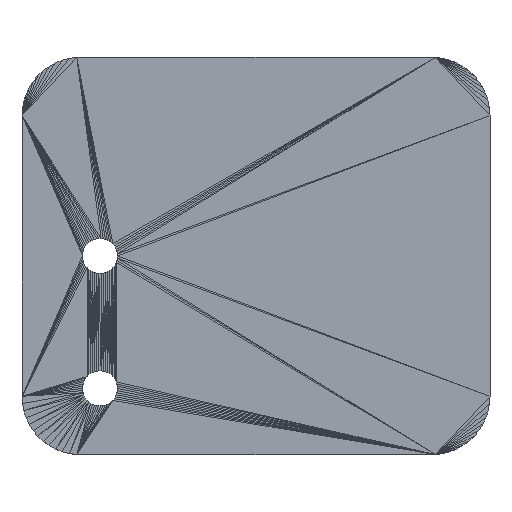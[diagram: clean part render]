
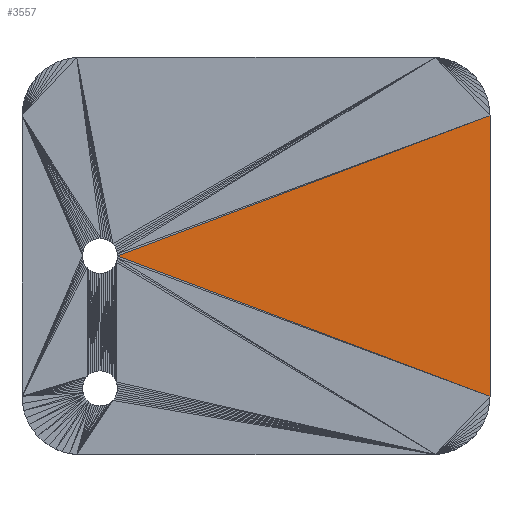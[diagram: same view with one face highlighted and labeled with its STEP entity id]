
A CAD part, top view. The second image highlights one B-rep face of the part: STEP entity #3557.
In plain terms, the highlighted planar face has unit normal (0, 0, 1).
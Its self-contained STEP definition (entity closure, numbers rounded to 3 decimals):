
#2776 = VERTEX_POINT('',#2777);
#2777 = CARTESIAN_POINT('',(20.021,11.999,4.5));
#3082 = PLANE('',#3083);
#3083 = AXIS2_PLACEMENT_3D('',#3084,#3085,#3086);
#3084 = CARTESIAN_POINT('',(4.04,6.03,4.5));
#3085 = DIRECTION('',(0.,0.,1.));
#3086 = DIRECTION('',(1.,0.,-0.));
#3505 = VERTEX_POINT('',#3506);
#3506 = CARTESIAN_POINT('',(-11.847,0.,4.5));
#3532 = EDGE_CURVE('',#2776,#3505,#3533,.T.);
#3533 = SURFACE_CURVE('',#3534,(#3538,#3545),.PCURVE_S1.);
#3534 = LINE('',#3535,#3536);
#3535 = CARTESIAN_POINT('',(20.021,11.999,4.5));
#3536 = VECTOR('',#3537,1.);
#3537 = DIRECTION('',(-0.936,-0.352,0.));
#3538 = PCURVE('',#3082,#3539);
#3539 = DEFINITIONAL_REPRESENTATION('',(#3540),#3544);
#3540 = LINE('',#3541,#3542);
#3541 = CARTESIAN_POINT('',(15.981,5.969));
#3542 = VECTOR('',#3543,1.);
#3543 = DIRECTION('',(-0.936,-0.352));
#3544 = ( GEOMETRIC_REPRESENTATION_CONTEXT(2) 
PARAMETRIC_REPRESENTATION_CONTEXT() REPRESENTATION_CONTEXT('2D SPACE',''
  ) );
#3545 = PCURVE('',#3546,#3551);
#3546 = PLANE('',#3547);
#3547 = AXIS2_PLACEMENT_3D('',#3548,#3549,#3550);
#3548 = CARTESIAN_POINT('',(8.238,0.,4.5));
#3549 = DIRECTION('',(0.,0.,1.));
#3550 = DIRECTION('',(1.,0.,-0.));
#3551 = DEFINITIONAL_REPRESENTATION('',(#3552),#3556);
#3552 = LINE('',#3553,#3554);
#3553 = CARTESIAN_POINT('',(11.782,11.999));
#3554 = VECTOR('',#3555,1.);
#3555 = DIRECTION('',(-0.936,-0.352));
#3556 = ( GEOMETRIC_REPRESENTATION_CONTEXT(2) 
PARAMETRIC_REPRESENTATION_CONTEXT() REPRESENTATION_CONTEXT('2D SPACE',''
  ) );
#3557 = ADVANCED_FACE('',(#3558),#3546,.T.);
#3558 = FACE_BOUND('',#3559,.T.);
#3559 = EDGE_LOOP('',(#3560,#3561,#3589));
#3560 = ORIENTED_EDGE('',*,*,#3532,.T.);
#3561 = ORIENTED_EDGE('',*,*,#3562,.T.);
#3562 = EDGE_CURVE('',#3505,#3563,#3565,.T.);
#3563 = VERTEX_POINT('',#3564);
#3564 = CARTESIAN_POINT('',(20.021,-11.999,4.5));
#3565 = SURFACE_CURVE('',#3566,(#3570,#3577),.PCURVE_S1.);
#3566 = LINE('',#3567,#3568);
#3567 = CARTESIAN_POINT('',(-11.847,0.,4.5));
#3568 = VECTOR('',#3569,1.);
#3569 = DIRECTION('',(0.936,-0.352,0.));
#3570 = PCURVE('',#3546,#3571);
#3571 = DEFINITIONAL_REPRESENTATION('',(#3572),#3576);
#3572 = LINE('',#3573,#3574);
#3573 = CARTESIAN_POINT('',(-20.085,0.));
#3574 = VECTOR('',#3575,1.);
#3575 = DIRECTION('',(0.936,-0.352));
#3576 = ( GEOMETRIC_REPRESENTATION_CONTEXT(2) 
PARAMETRIC_REPRESENTATION_CONTEXT() REPRESENTATION_CONTEXT('2D SPACE',''
  ) );
#3577 = PCURVE('',#3578,#3583);
#3578 = PLANE('',#3579);
#3579 = AXIS2_PLACEMENT_3D('',#3580,#3581,#3582);
#3580 = CARTESIAN_POINT('',(4.04,-6.03,4.5));
#3581 = DIRECTION('',(0.,0.,1.));
#3582 = DIRECTION('',(0.,1.,0.));
#3583 = DEFINITIONAL_REPRESENTATION('',(#3584),#3588);
#3584 = LINE('',#3585,#3586);
#3585 = CARTESIAN_POINT('',(6.03,15.887));
#3586 = VECTOR('',#3587,1.);
#3587 = DIRECTION('',(-0.352,-0.936));
#3588 = ( GEOMETRIC_REPRESENTATION_CONTEXT(2) 
PARAMETRIC_REPRESENTATION_CONTEXT() REPRESENTATION_CONTEXT('2D SPACE',''
  ) );
#3589 = ORIENTED_EDGE('',*,*,#3590,.T.);
#3590 = EDGE_CURVE('',#3563,#2776,#3591,.T.);
#3591 = SURFACE_CURVE('',#3592,(#3596,#3603),.PCURVE_S1.);
#3592 = LINE('',#3593,#3594);
#3593 = CARTESIAN_POINT('',(20.021,-11.999,4.5));
#3594 = VECTOR('',#3595,1.);
#3595 = DIRECTION('',(0.,1.,0.));
#3596 = PCURVE('',#3546,#3597);
#3597 = DEFINITIONAL_REPRESENTATION('',(#3598),#3602);
#3598 = LINE('',#3599,#3600);
#3599 = CARTESIAN_POINT('',(11.782,-11.999));
#3600 = VECTOR('',#3601,1.);
#3601 = DIRECTION('',(0.,1.));
#3602 = ( GEOMETRIC_REPRESENTATION_CONTEXT(2) 
PARAMETRIC_REPRESENTATION_CONTEXT() REPRESENTATION_CONTEXT('2D SPACE',''
  ) );
#3603 = PCURVE('',#3604,#3609);
#3604 = PLANE('',#3605);
#3605 = AXIS2_PLACEMENT_3D('',#3606,#3607,#3608);
#3606 = CARTESIAN_POINT('',(20.021,1.02,
    3.27));
#3607 = DIRECTION('',(1.,0.,0.));
#3608 = DIRECTION('',(-0.,0.,1.));
#3609 = DEFINITIONAL_REPRESENTATION('',(#3610),#3614);
#3610 = LINE('',#3611,#3612);
#3611 = CARTESIAN_POINT('',(1.23,13.02));
#3612 = VECTOR('',#3613,1.);
#3613 = DIRECTION('',(0.,-1.));
#3614 = ( GEOMETRIC_REPRESENTATION_CONTEXT(2) 
PARAMETRIC_REPRESENTATION_CONTEXT() REPRESENTATION_CONTEXT('2D SPACE',''
  ) );
